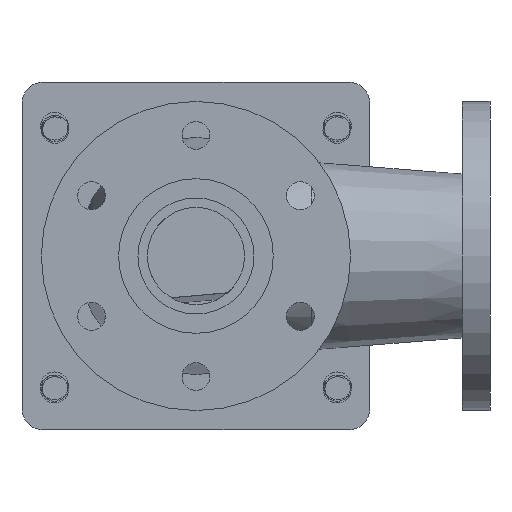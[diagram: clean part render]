
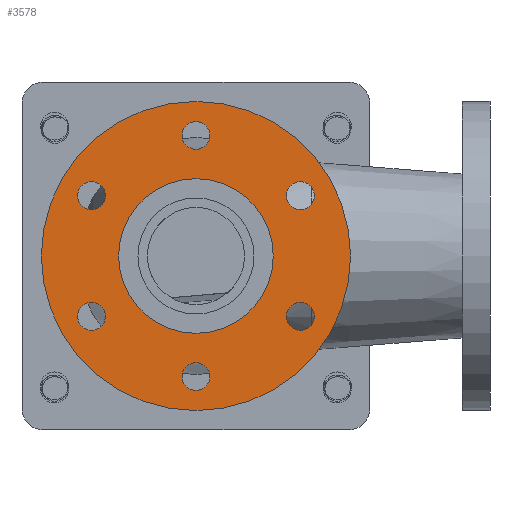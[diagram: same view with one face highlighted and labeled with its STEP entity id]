
A CAD part, front view. The second image highlights one B-rep face of the part: STEP entity #3578.
In plain terms, the highlighted planar face has unit normal (0, -1, 0).
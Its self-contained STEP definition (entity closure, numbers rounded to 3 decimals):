
#340=FACE_BOUND('',#765,.T.);
#341=FACE_BOUND('',#766,.T.);
#342=FACE_BOUND('',#767,.T.);
#343=FACE_BOUND('',#768,.T.);
#344=FACE_BOUND('',#769,.T.);
#345=FACE_BOUND('',#770,.T.);
#346=FACE_BOUND('',#771,.T.);
#389=PLANE('',#3931);
#524=FACE_OUTER_BOUND('',#764,.T.);
#764=EDGE_LOOP('',(#2555));
#765=EDGE_LOOP('',(#2556));
#766=EDGE_LOOP('',(#2557));
#767=EDGE_LOOP('',(#2558));
#768=EDGE_LOOP('',(#2559));
#769=EDGE_LOOP('',(#2560));
#770=EDGE_LOOP('',(#2561));
#771=EDGE_LOOP('',(#2562));
#1439=CIRCLE('',#3930,100.);
#1440=CIRCLE('',#3932,9.);
#1441=CIRCLE('',#3933,9.);
#1442=CIRCLE('',#3934,9.);
#1443=CIRCLE('',#3935,9.);
#1444=CIRCLE('',#3936,9.);
#1445=CIRCLE('',#3937,9.);
#1446=CIRCLE('',#3938,50.);
#1639=VERTEX_POINT('',#6280);
#1640=VERTEX_POINT('',#6284);
#1641=VERTEX_POINT('',#6286);
#1642=VERTEX_POINT('',#6288);
#1643=VERTEX_POINT('',#6290);
#1644=VERTEX_POINT('',#6292);
#1645=VERTEX_POINT('',#6294);
#1646=VERTEX_POINT('',#6296);
#1995=EDGE_CURVE('',#1639,#1639,#1439,.T.);
#1996=EDGE_CURVE('',#1640,#1640,#1440,.T.);
#1997=EDGE_CURVE('',#1641,#1641,#1441,.T.);
#1998=EDGE_CURVE('',#1642,#1642,#1442,.T.);
#1999=EDGE_CURVE('',#1643,#1643,#1443,.T.);
#2000=EDGE_CURVE('',#1644,#1644,#1444,.T.);
#2001=EDGE_CURVE('',#1645,#1645,#1445,.T.);
#2002=EDGE_CURVE('',#1646,#1646,#1446,.T.);
#2555=ORIENTED_EDGE('',*,*,#1995,.F.);
#2556=ORIENTED_EDGE('',*,*,#1996,.F.);
#2557=ORIENTED_EDGE('',*,*,#1997,.F.);
#2558=ORIENTED_EDGE('',*,*,#1998,.F.);
#2559=ORIENTED_EDGE('',*,*,#1999,.F.);
#2560=ORIENTED_EDGE('',*,*,#2000,.F.);
#2561=ORIENTED_EDGE('',*,*,#2001,.F.);
#2562=ORIENTED_EDGE('',*,*,#2002,.T.);
#3578=ADVANCED_FACE('',(#524,#340,#341,#342,#343,#344,#345,#346),#389,.T.);
#3930=AXIS2_PLACEMENT_3D('',#6282,#4422,#4423);
#3931=AXIS2_PLACEMENT_3D('',#6283,#4424,#4425);
#3932=AXIS2_PLACEMENT_3D('',#6285,#4426,#4427);
#3933=AXIS2_PLACEMENT_3D('',#6287,#4428,#4429);
#3934=AXIS2_PLACEMENT_3D('',#6289,#4430,#4431);
#3935=AXIS2_PLACEMENT_3D('',#6291,#4432,#4433);
#3936=AXIS2_PLACEMENT_3D('',#6293,#4434,#4435);
#3937=AXIS2_PLACEMENT_3D('',#6295,#4436,#4437);
#3938=AXIS2_PLACEMENT_3D('',#6297,#4438,#4439);
#4422=DIRECTION('center_axis',(0.,1.,0.));
#4423=DIRECTION('ref_axis',(-1.,0.,0.));
#4424=DIRECTION('center_axis',(0.,-1.,0.));
#4425=DIRECTION('ref_axis',(0.,0.,-1.));
#4426=DIRECTION('center_axis',(0.,-1.,0.));
#4427=DIRECTION('ref_axis',(1.,0.,0.));
#4428=DIRECTION('center_axis',(0.,-1.,0.));
#4429=DIRECTION('ref_axis',(1.,0.,0.));
#4430=DIRECTION('center_axis',(0.,-1.,0.));
#4431=DIRECTION('ref_axis',(1.,0.,0.));
#4432=DIRECTION('center_axis',(0.,-1.,0.));
#4433=DIRECTION('ref_axis',(1.,0.,0.));
#4434=DIRECTION('center_axis',(0.,-1.,0.));
#4435=DIRECTION('ref_axis',(1.,0.,0.));
#4436=DIRECTION('center_axis',(0.,-1.,0.));
#4437=DIRECTION('ref_axis',(1.,0.,0.));
#4438=DIRECTION('center_axis',(0.,1.,0.));
#4439=DIRECTION('ref_axis',(-1.,0.,0.));
#6280=CARTESIAN_POINT('',(100.,-116.771,0.));
#6282=CARTESIAN_POINT('Origin',(0.,-116.771,
0.));
#6283=CARTESIAN_POINT('Origin',(-50.,-116.771,0.));
#6284=CARTESIAN_POINT('',(-9.,-116.771,78.));
#6285=CARTESIAN_POINT('Origin',(0.,-116.771,
78.));
#6286=CARTESIAN_POINT('',(-76.55,-116.771,39.));
#6287=CARTESIAN_POINT('Origin',(-67.55,-116.771,39.));
#6288=CARTESIAN_POINT('',(-76.55,-116.771,-39.));
#6289=CARTESIAN_POINT('Origin',(-67.55,-116.771,-39.));
#6290=CARTESIAN_POINT('',(-9.,-116.771,-78.));
#6291=CARTESIAN_POINT('Origin',(0.,-116.771,
-78.));
#6292=CARTESIAN_POINT('',(58.55,-116.771,-39.));
#6293=CARTESIAN_POINT('Origin',(67.55,-116.771,-39.));
#6294=CARTESIAN_POINT('',(58.55,-116.771,39.));
#6295=CARTESIAN_POINT('Origin',(67.55,-116.771,39.));
#6296=CARTESIAN_POINT('',(50.,-116.771,0.));
#6297=CARTESIAN_POINT('Origin',(0.,-116.771,
0.));
